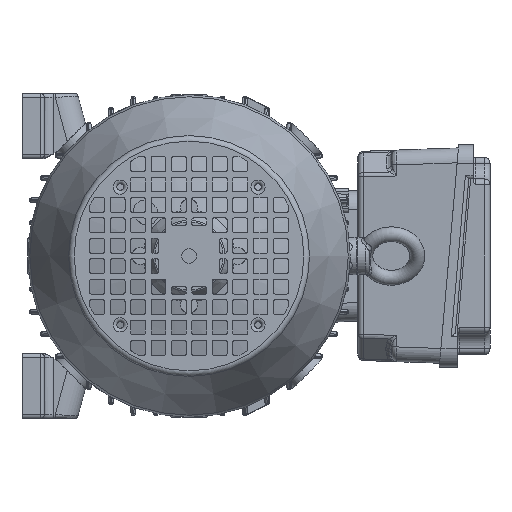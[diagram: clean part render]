
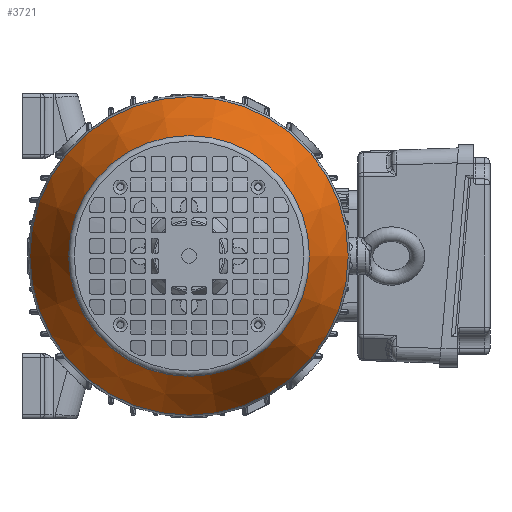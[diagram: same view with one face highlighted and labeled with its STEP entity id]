
A CAD part, left-side view. The second image highlights one B-rep face of the part: STEP entity #3721.
In plain terms, the highlighted conical face has half-angle 25 degrees and reference radius 64.883 mm.
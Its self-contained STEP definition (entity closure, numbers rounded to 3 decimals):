
#3721 = ADVANCED_FACE( '', ( #10309, #10310 ), #10311, .T. );
#10309 = FACE_OUTER_BOUND( '', #28042, .T. );
#10310 = FACE_BOUND( '', #28043, .T. );
#10311 = CONICAL_SURFACE( '', #28044, 64.884, 0.436 );
#28042 = EDGE_LOOP( '', ( #131026 ) );
#28043 = EDGE_LOOP( '', ( #131027 ) );
#28044 = AXIS2_PLACEMENT_3D( '', #131028, #131029, #131030 );
#131026 = ORIENTED_EDGE( '', *, *, #156083, .T. );
#131027 = ORIENTED_EDGE( '', *, *, #156084, .T. );
#131028 = CARTESIAN_POINT( '', ( -148.172, 0., 0. ) );
#131029 = DIRECTION( '', ( 1., 0., 0. ) );
#131030 = DIRECTION( '', ( 0., -1., 0. ) );
#156083 = EDGE_CURVE( '', #168101, #168101, #168102, .T. );
#156084 = EDGE_CURVE( '', #168103, #168103, #168104, .T. );
#168101 = VERTEX_POINT( '', #193380 );
#168102 = CIRCLE( '', #193381, 85.769 );
#168103 = VERTEX_POINT( '', #193382 );
#168104 = CIRCLE( '', #193383, 64.884 );
#193380 = CARTESIAN_POINT( '', ( -103.382, -85.769, 0. ) );
#193381 = AXIS2_PLACEMENT_3D( '', #256679, #256680, #256681 );
#193382 = CARTESIAN_POINT( '', ( -148.172, -64.884, 0. ) );
#193383 = AXIS2_PLACEMENT_3D( '', #256682, #256683, #256684 );
#256679 = CARTESIAN_POINT( '', ( -103.382, 0., 0. ) );
#256680 = DIRECTION( '', ( -1., 0., 0. ) );
#256681 = DIRECTION( '', ( 0., -1., 0. ) );
#256682 = CARTESIAN_POINT( '', ( -148.172, 0., 0. ) );
#256683 = DIRECTION( '', ( 1., 0., 0. ) );
#256684 = DIRECTION( '', ( 0., -1., 0. ) );
